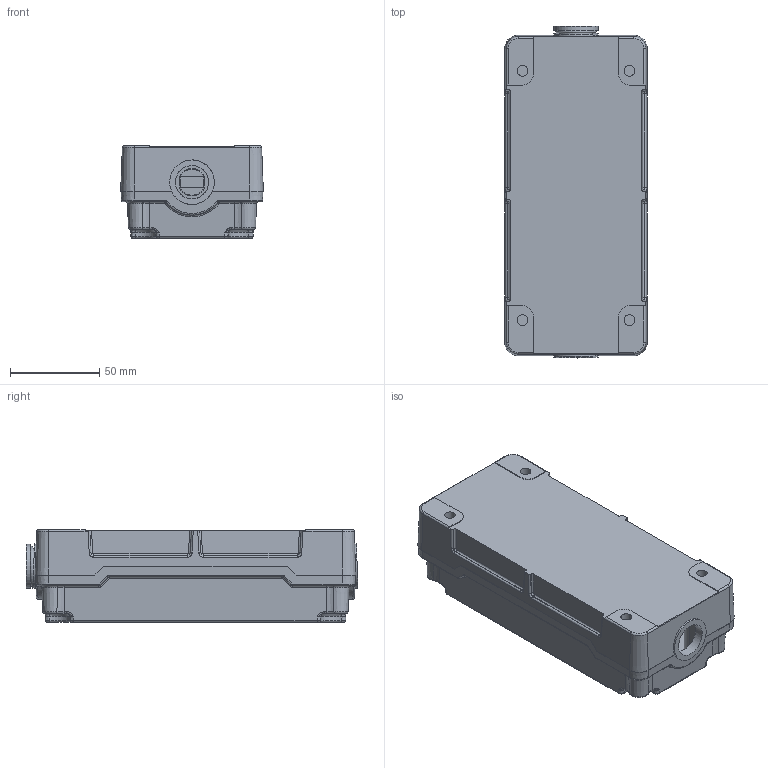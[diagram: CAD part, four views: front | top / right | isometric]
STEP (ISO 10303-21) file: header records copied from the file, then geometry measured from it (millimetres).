
FILE_DESCRIPTION((''),'2;1');
FILE_NAME('2007E13.stp','2007-11-14T16:17:56',('Philipp'),(''),'Autodesk Inventor 2008','Autodesk Inventor 2008','');
FILE_SCHEMA(('AUTOMOTIVE_DESIGN { 1 0 10303 214 1 1 1 1 }'));
Length unit declared in the file: millimetre
Products named in the file (7): 2007E13; enclosure_back; DIN EN ISO 1207 M3 x 8; enclosure_front; Cross Recessed Pan Head Machine Screw - Type I - Metric M4x0.7 x 30; washer; M20
Assembly tree (10 placements, depth 2):
  2007E13
    enclosure_back
    DIN EN ISO 1207 M3 x 8  x2
    enclosure_front
    Cross Recessed Pan Head Machine Screw - Type I - Metric M4x0.7 x 30  x4
    washer
    M20
Bounding box: 80 x 186.41 x 52 mm (x, y, z)
Volume: 153927.2 mm3; surface area: 123013.4 mm2
Topology: 10 solids, 10 shells, 1150 faces, 2889 edges, 1810 vertices
Faces by surface type: plane 385, cylinder 291, cone 206, bspline 165, torus 95, sphere 8
Full cylindrical faces by diameter (mm): 2.693 x2, 3 x2, 3.75 x4, 4 x4, 4.1 x2, 4.5 x2, 8 x4, 9 x4, 18.7 x2, 22.6 x3, 24.75 x1, 25 x1
Entity records: 37674 total; most frequent: CARTESIAN_POINT 12613, DIRECTION 5304, ORIENTED_EDGE 5086, EDGE_CURVE 2543, AXIS2_PLACEMENT_3D 2027, VERTEX_POINT 1638, VECTOR 1250, LINE 1250
